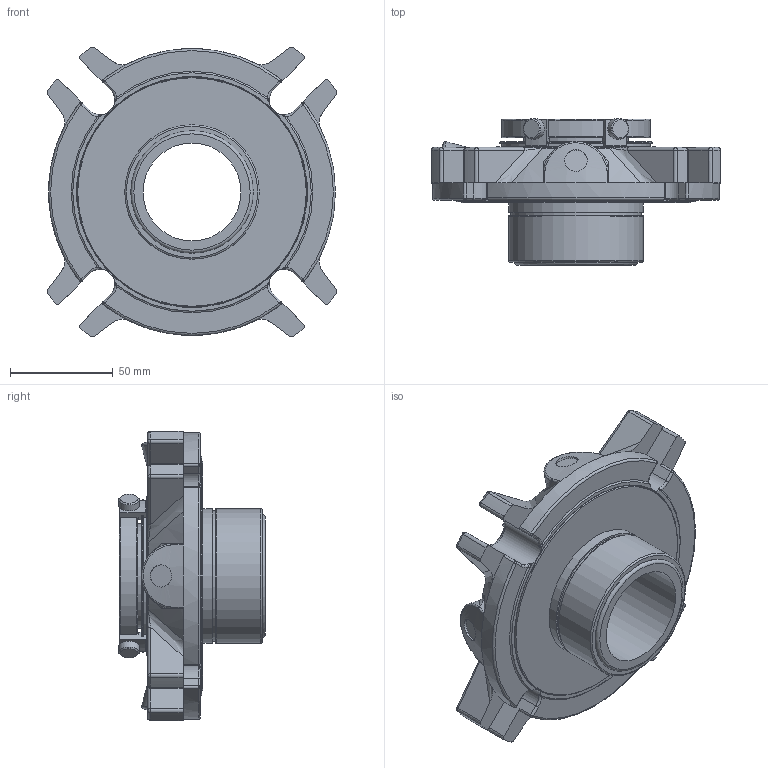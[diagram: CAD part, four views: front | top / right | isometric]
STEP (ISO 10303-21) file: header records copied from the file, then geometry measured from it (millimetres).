
FILE_DESCRIPTION(/* description */ ('Unknown'),/* implementation_level */ '2;1');
FILE_NAME(/* name */ '1.875 CSSN ANSI SEAL ARRANGEMENT',/* time_stamp */ '2023-05-19T12:39:44+01:00',/* author */ ('Unknown'),/* organization */ ('Unknown'),/* preprocessor_version */ 'ST-DEVELOPER v18.102',/* originating_system */ 'Solid Edge',/* authorisation */ 'Unknown');
FILE_SCHEMA (('AUTOMOTIVE_DESIGN {1 0 10303 214 3 1 1}'));
Length unit declared in the file: millimetre
Products named in the file (1): 1.875
Bounding box: 140.88 x 71.27 x 140.88 mm (x, y, z)
Volume: 411259.9 mm3; surface area: 71162.2 mm2
Topology: 1 solids, 1 shells, 620 faces, 1584 edges, 941 vertices
Faces by surface type: cylinder 211, plane 154, bspline 107, torus 90, sphere 39, cone 19
Full cylindrical faces by diameter (mm): 3.096 x1, 10 x4, 10.797 x1, 10.998 x2, 47.625 x1, 50.775 x1, 59.563 x1, 63.576 x1, 65.354 x1, 65.405 x1, 72.517 x1, 74.041 x1, 111.125 x1, 111.76 x1
Entity records: 19672 total; most frequent: CARTESIAN_POINT 5824, ORIENTED_EDGE 2954, DIRECTION 2834, EDGE_CURVE 1477, AXIS2_PLACEMENT_3D 1170, VERTEX_POINT 911, EDGE_LOOP 682, FACE_BOUND 682
